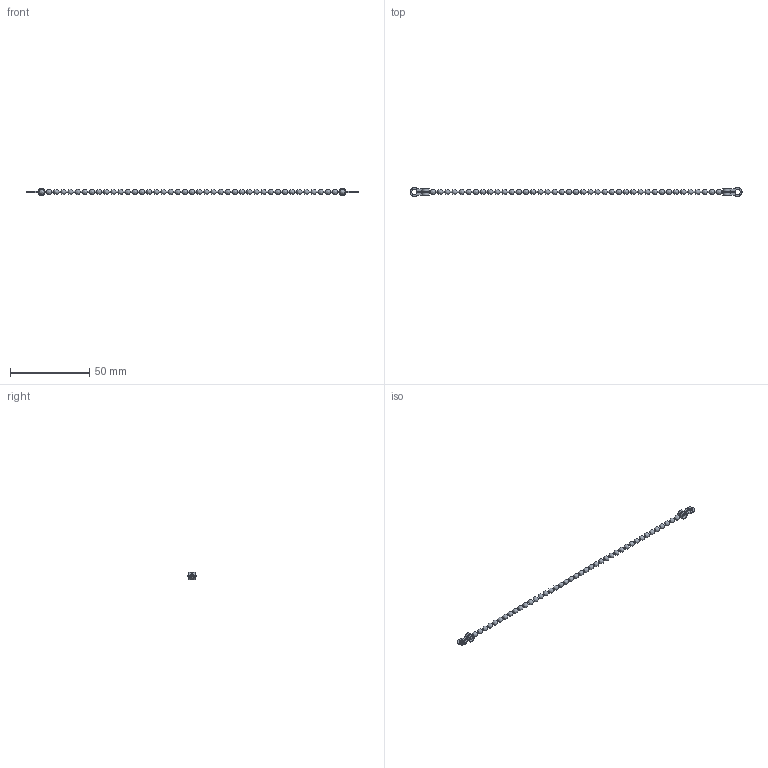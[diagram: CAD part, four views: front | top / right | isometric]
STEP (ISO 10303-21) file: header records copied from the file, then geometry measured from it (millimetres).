
FILE_DESCRIPTION((''),'2;1');
FILE_NAME('','2005-12-14T14:31:33',(''),(''),'','CADfix','');
FILE_SCHEMA(('AUTOMOTIVE_DESIGN'));
Length unit declared in the file: millimetre
Products named in the file (4): terminal; chain; joint; TM_177_10760_36
Assembly tree (46 placements, depth 2):
  TM_177_10760_36
    terminal  x2
    chain  x43
    joint
Bounding box: 208.97 x 5.6 x 4.5 mm (x, y, z)
Volume: 814.5 mm3; surface area: 2518.8 mm2
Topology: 46 solids, 46 shells, 177 faces, 580 edges, 448 vertices
Faces by surface type: bspline 177
Entity records: 1767 total; most frequent: CARTESIAN_POINT 752, DIRECTION 192, ORIENTED_EDGE 180, AXIS2_PLACEMENT_3D 96, EDGE_CURVE 90, VERTEX_POINT 64, PRODUCT_DEFINITION_SHAPE 50, NEXT_ASSEMBLY_USAGE_OCCURRENCE 46
